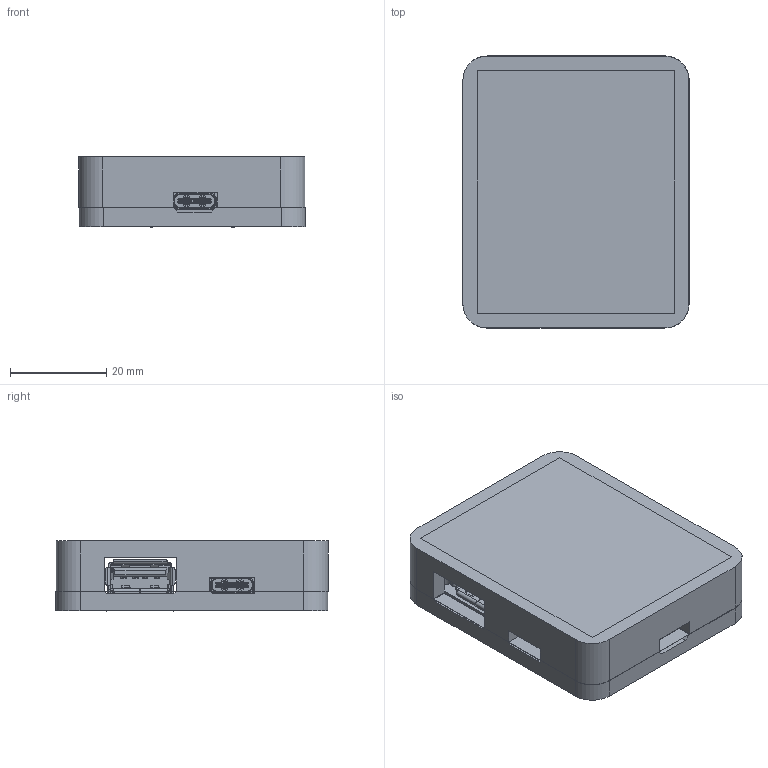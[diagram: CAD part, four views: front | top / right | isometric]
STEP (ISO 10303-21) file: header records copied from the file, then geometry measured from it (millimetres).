
FILE_DESCRIPTION(/* description */ (''),/* implementation_level */ '2;1');
FILE_NAME(/* name */ 'assembled.step',/* time_stamp */ '2025-07-29T13:53:24-04:00',/* author */ (''),/* organization */ (''),/* preprocessor_version */ 'ST-DEVELOPER v20.1',/* originating_system */ 'Autodesk Translation Framework v14.10.0.0',/* authorisation */ '');
FILE_SCHEMA (('AUTOMOTIVE_DESIGN { 1 0 10303 214 3 1 1 }'));
Length unit declared in the file: millimetre
Products named in the file (16): 2025-07-28-13-30-02-977; 2025-07-28-17-18-53-342; PCB 1; TYPE-C-31-M-12--3DModel-STEP-56544; USB-A1HSW6--3DModel-STEP-740395; SL2.1A--3DModel-STEP-269445; Crystal_SMD_3225-4Pin_3.2x2.5mm; jenin usb hub_PCB; TYPE-C-31-M-12--3DModel-STEP-56544_1; USB-A1HSW6--3DModel-STEP-740395_1; USB-A1HSW6 shell; test; R_0603_1608Metric; C_0805_2012Metric; TYPE-C-31-M-12--3DModel-STEP-56544_2; TYPE-C-31-M-12
Assembly tree (30 placements, depth 4):
  2025-07-28-13-30-02-977
    2025-07-28-17-18-53-342
    PCB 1
      R_0603_1608Metric  x6
      C_0805_2012Metric  x7
      TYPE-C-31-M-12--3DModel-STEP-56544
        TYPE-C-31-M-12
      USB-A1HSW6--3DModel-STEP-740395
        USB-A1HSW6 shell
        test
      SL2.1A--3DModel-STEP-269445
      Crystal_SMD_3225-4Pin_3.2x2.5mm
      jenin usb hub_PCB
      TYPE-C-31-M-12--3DModel-STEP-56544_1
        TYPE-C-31-M-12
      USB-A1HSW6--3DModel-STEP-740395_1
        USB-A1HSW6 shell
        test
      TYPE-C-31-M-12--3DModel-STEP-56544_2
        TYPE-C-31-M-12
Bounding box: 47.05 x 56.56 x 14.6 mm (x, y, z)
Volume: 19705.8 mm3; surface area: 25990.5 mm2
Topology: 186 solids, 186 shells, 4403 faces, 11286 edges, 7271 vertices
Faces by surface type: plane 3299, cylinder 1046, cone 54, bspline 4
Full cylindrical faces by diameter (mm): 0.5 x6, 0.65 x6, 1 x2, 2.2 x8
Entity records: 60205 total; most frequent: CARTESIAN_POINT 10707, ORIENTED_EDGE 10158, DIRECTION 10055, EDGE_CURVE 5079, LINE 4025, VECTOR 4025, VERTEX_POINT 3275, AXIS2_PLACEMENT_3D 3015
